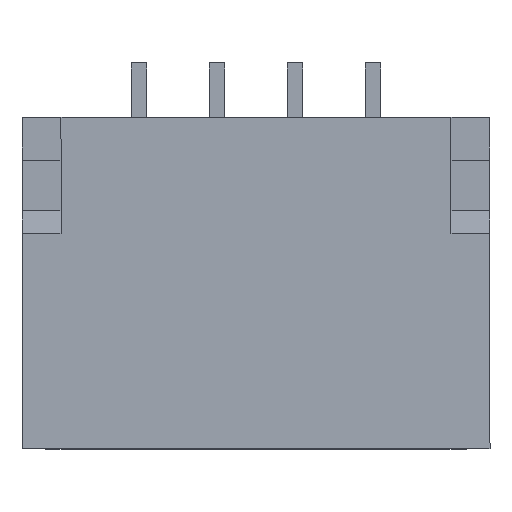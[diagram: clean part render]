
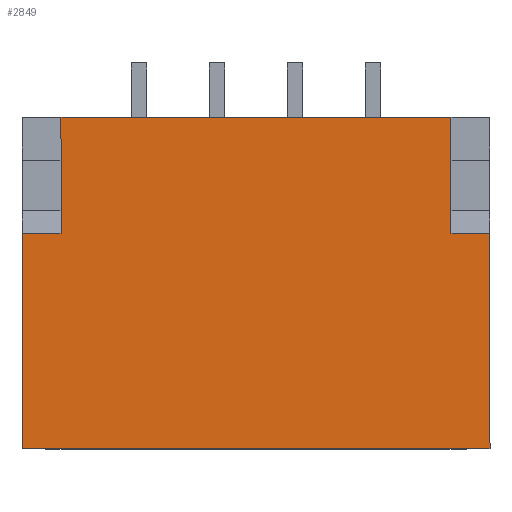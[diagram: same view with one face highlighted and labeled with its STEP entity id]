
A CAD part, top view. The second image highlights one B-rep face of the part: STEP entity #2849.
In plain terms, the highlighted face is planar.
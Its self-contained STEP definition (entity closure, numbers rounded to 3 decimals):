
#157=FACE_OUTER_BOUND('',#246,.T.);
#246=EDGE_LOOP('',(#2468,#2469,#2470,#2471,#2472,#2473,#2474,#2475));
#532=LINE('',#4373,#1016);
#533=LINE('',#4375,#1017);
#534=LINE('',#4377,#1018);
#535=LINE('',#4379,#1019);
#536=LINE('',#4381,#1020);
#537=LINE('',#4383,#1021);
#538=LINE('',#4385,#1022);
#539=LINE('',#4386,#1023);
#1016=VECTOR('',#3514,10.);
#1017=VECTOR('',#3515,10.);
#1018=VECTOR('',#3516,10.);
#1019=VECTOR('',#3517,10.);
#1020=VECTOR('',#3518,10.);
#1021=VECTOR('',#3519,10.);
#1022=VECTOR('',#3520,10.);
#1023=VECTOR('',#3521,10.);
#1500=VERTEX_POINT('',#4371);
#1501=VERTEX_POINT('',#4372);
#1502=VERTEX_POINT('',#4374);
#1503=VERTEX_POINT('',#4376);
#1504=VERTEX_POINT('',#4378);
#1505=VERTEX_POINT('',#4380);
#1506=VERTEX_POINT('',#4382);
#1507=VERTEX_POINT('',#4384);
#1984=EDGE_CURVE('',#1500,#1501,#532,.T.);
#1985=EDGE_CURVE('',#1502,#1500,#533,.T.);
#1986=EDGE_CURVE('',#1502,#1503,#534,.T.);
#1987=EDGE_CURVE('',#1503,#1504,#535,.T.);
#1988=EDGE_CURVE('',#1504,#1505,#536,.T.);
#1989=EDGE_CURVE('',#1505,#1506,#537,.T.);
#1990=EDGE_CURVE('',#1506,#1507,#538,.T.);
#1991=EDGE_CURVE('',#1507,#1501,#539,.T.);
#2468=ORIENTED_EDGE('',*,*,#1984,.F.);
#2469=ORIENTED_EDGE('',*,*,#1985,.F.);
#2470=ORIENTED_EDGE('',*,*,#1986,.T.);
#2471=ORIENTED_EDGE('',*,*,#1987,.T.);
#2472=ORIENTED_EDGE('',*,*,#1988,.T.);
#2473=ORIENTED_EDGE('',*,*,#1989,.T.);
#2474=ORIENTED_EDGE('',*,*,#1990,.T.);
#2475=ORIENTED_EDGE('',*,*,#1991,.T.);
#2760=PLANE('',#3130);
#2849=ADVANCED_FACE('',(#157),#2760,.T.);
#3130=AXIS2_PLACEMENT_3D('',#4370,#3512,#3513);
#3512=DIRECTION('center_axis',(0.,1.,0.));
#3513=DIRECTION('ref_axis',(0.,0.,-1.));
#3514=DIRECTION('',(0.,0.,-1.));
#3515=DIRECTION('',(-1.,0.,0.));
#3516=DIRECTION('',(0.,0.,-1.));
#3517=DIRECTION('',(-1.,0.,0.));
#3518=DIRECTION('',(0.,0.,-1.));
#3519=DIRECTION('',(-1.,0.,0.));
#3520=DIRECTION('',(0.,0.,1.));
#3521=DIRECTION('',(-1.,0.,0.));
#4370=CARTESIAN_POINT('Origin',(-6.601,2.9,-0.426));
#4371=CARTESIAN_POINT('',(-6.,2.9,4.25));
#4372=CARTESIAN_POINT('',(-6.,2.9,1.489));
#4373=CARTESIAN_POINT('',(-6.,2.9,4.25));
#4374=CARTESIAN_POINT('',(0.,2.9,4.25));
#4375=CARTESIAN_POINT('',(0.,2.9,4.25));
#4376=CARTESIAN_POINT('',(0.,2.9,1.489));
#4377=CARTESIAN_POINT('',(0.,2.9,4.25));
#4378=CARTESIAN_POINT('',(-0.5,2.9,1.489));
#4379=CARTESIAN_POINT('',(0.,2.9,1.489));
#4380=CARTESIAN_POINT('',(-0.5,2.9,0.));
#4381=CARTESIAN_POINT('',(-0.5,2.9,1.489));
#4382=CARTESIAN_POINT('',(-5.5,2.9,0.));
#4383=CARTESIAN_POINT('',(-0.5,2.9,0.));
#4384=CARTESIAN_POINT('',(-5.5,2.9,1.489));
#4385=CARTESIAN_POINT('',(-5.5,2.9,0.));
#4386=CARTESIAN_POINT('',(-5.5,2.9,1.489));
